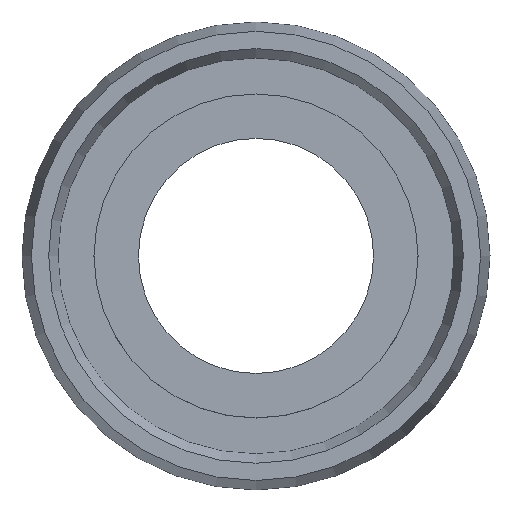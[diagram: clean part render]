
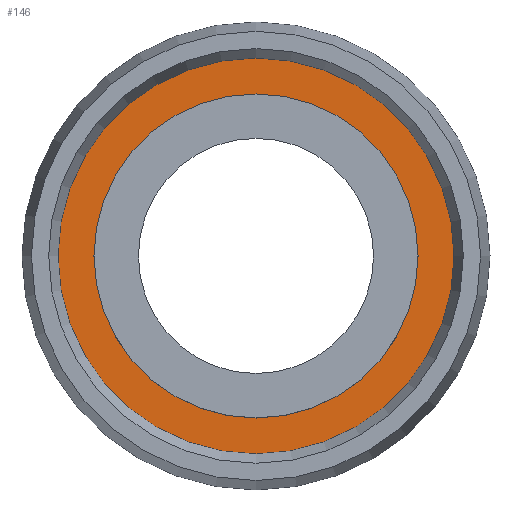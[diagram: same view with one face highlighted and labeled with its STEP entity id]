
A CAD part, top view. The second image highlights one B-rep face of the part: STEP entity #146.
In plain terms, the highlighted planar face has unit normal (0, 0, 1).
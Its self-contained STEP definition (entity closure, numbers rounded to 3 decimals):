
#6 = AXIS2_PLACEMENT_3D ( 'NONE', #232, #258, #447 ) ;
#13 = CIRCLE ( 'NONE', #189, 18. ) ;
#24 = FACE_OUTER_BOUND ( 'NONE', #252, .T. ) ;
#39 = CARTESIAN_POINT ( 'NONE',  ( 22., 0., 0. ) ) ;
#52 = DIRECTION ( 'NONE',  ( 1., 0., 0. ) ) ;
#54 = DIRECTION ( 'NONE',  ( -1., 0., 0. ) ) ;
#68 = CIRCLE ( 'NONE', #6, 22. ) ;
#76 = DIRECTION ( 'NONE',  ( 0., 0., 1. ) ) ;
#82 = EDGE_CURVE ( 'NONE', #262, #155, #13, .T. ) ;
#97 = CARTESIAN_POINT ( 'NONE',  ( 0., 0., 0. ) ) ;
#107 = CARTESIAN_POINT ( 'NONE',  ( -18., 0., 0. ) ) ;
#113 = AXIS2_PLACEMENT_3D ( 'NONE', #440, #76, #335 ) ;
#125 = EDGE_CURVE ( 'NONE', #205, #406, #141, .T. ) ;
#141 = CIRCLE ( 'NONE', #453, 22. ) ;
#146 = ADVANCED_FACE ( 'NONE', ( #319, #24 ), #355, .T. ) ;
#155 = VERTEX_POINT ( 'NONE', #107 ) ;
#189 = AXIS2_PLACEMENT_3D ( 'NONE', #465, #246, #216 ) ;
#205 = VERTEX_POINT ( 'NONE', #327 ) ;
#209 = EDGE_LOOP ( 'NONE', ( #386, #416 ) ) ;
#216 = DIRECTION ( 'NONE',  ( -1., 0., 0. ) ) ;
#232 = CARTESIAN_POINT ( 'NONE',  ( 0., 0., 0. ) ) ;
#246 = DIRECTION ( 'NONE',  ( 0., 0., 1. ) ) ;
#247 = ORIENTED_EDGE ( 'NONE', *, *, #347, .T. ) ;
#252 = EDGE_LOOP ( 'NONE', ( #382, #247 ) ) ;
#258 = DIRECTION ( 'NONE',  ( 0., 0., 1. ) ) ;
#262 = VERTEX_POINT ( 'NONE', #429 ) ;
#318 = CARTESIAN_POINT ( 'NONE',  ( 0., 20., 0. ) ) ;
#319 = FACE_BOUND ( 'NONE', #209, .T. ) ;
#323 = CIRCLE ( 'NONE', #113, 18. ) ;
#327 = CARTESIAN_POINT ( 'NONE',  ( -22., 0., 0. ) ) ;
#335 = DIRECTION ( 'NONE',  ( -1., 0., 0. ) ) ;
#347 = EDGE_CURVE ( 'NONE', #406, #205, #68, .T. ) ;
#355 = PLANE ( 'NONE',  #418 ) ;
#358 = DIRECTION ( 'NONE',  ( 0., 0., 1. ) ) ;
#374 = EDGE_CURVE ( 'NONE', #155, #262, #323, .T. ) ;
#382 = ORIENTED_EDGE ( 'NONE', *, *, #125, .T. ) ;
#385 = DIRECTION ( 'NONE',  ( 0., 0., 1. ) ) ;
#386 = ORIENTED_EDGE ( 'NONE', *, *, #374, .F. ) ;
#406 = VERTEX_POINT ( 'NONE', #39 ) ;
#416 = ORIENTED_EDGE ( 'NONE', *, *, #82, .F. ) ;
#418 = AXIS2_PLACEMENT_3D ( 'NONE', #318, #358, #52 ) ;
#429 = CARTESIAN_POINT ( 'NONE',  ( 18., 0., 0. ) ) ;
#440 = CARTESIAN_POINT ( 'NONE',  ( 0., 0., 0. ) ) ;
#447 = DIRECTION ( 'NONE',  ( -1., 0., 0. ) ) ;
#453 = AXIS2_PLACEMENT_3D ( 'NONE', #97, #385, #54 ) ;
#465 = CARTESIAN_POINT ( 'NONE',  ( 0., 0., 0. ) ) ;
